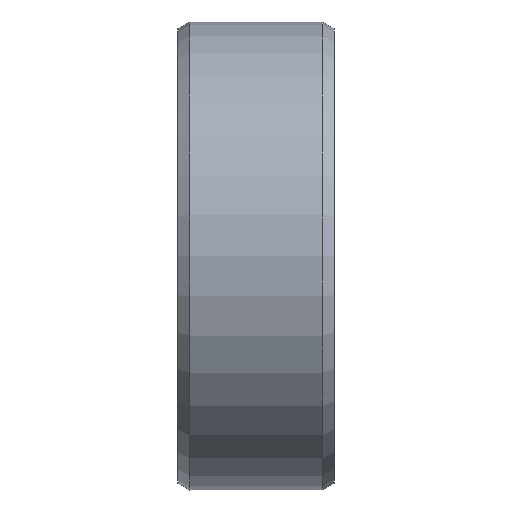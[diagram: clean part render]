
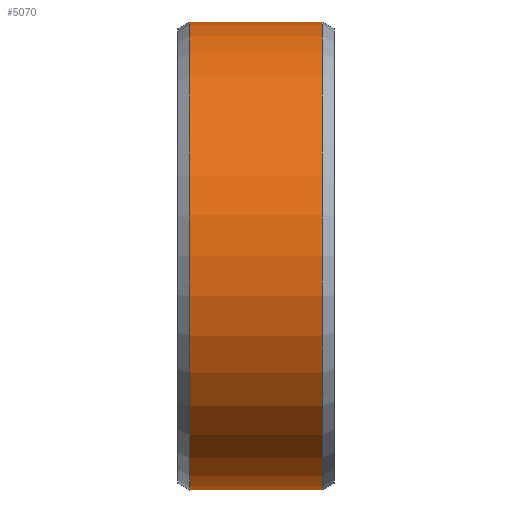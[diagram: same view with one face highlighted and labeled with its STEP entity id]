
A CAD part, top view. The second image highlights one B-rep face of the part: STEP entity #5070.
In plain terms, the highlighted cylindrical face has radius 12 mm (diameter 24 mm), a partial arc.
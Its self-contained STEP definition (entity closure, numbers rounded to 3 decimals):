
#4725=CARTESIAN_POINT('',(-3.4,0.,0.));
#4726=DIRECTION('',(1.,0.,0.));
#4727=DIRECTION('',(0.,1.,0.));
#4728=AXIS2_PLACEMENT_3D('',#4725,#4726,#4727);
#4730=CARTESIAN_POINT('',(-3.4,0.,0.));
#4731=DIRECTION('',(1.,0.,0.));
#4732=DIRECTION('',(0.,0.,1.));
#4733=AXIS2_PLACEMENT_3D('',#4730,#4731,#4732);
#4739=DIRECTION('',(-1.,0.,0.));
#4740=VECTOR('',#4739,6.8);
#4741=CARTESIAN_POINT('',(3.4,-12.,0.));
#4742=LINE('',#4741,#4740);
#4743=CARTESIAN_POINT('',(3.4,0.,0.));
#4744=DIRECTION('',(-1.,0.,0.));
#4745=DIRECTION('',(0.,-1.,0.));
#4746=AXIS2_PLACEMENT_3D('',#4743,#4744,#4745);
#4748=CARTESIAN_POINT('',(3.4,0.,0.));
#4749=DIRECTION('',(-1.,0.,0.));
#4750=DIRECTION('',(0.,0.,1.));
#4751=AXIS2_PLACEMENT_3D('',#4748,#4749,#4750);
#4801=DIRECTION('',(-1.,0.,0.));
#4802=VECTOR('',#4801,6.8);
#4803=CARTESIAN_POINT('',(3.4,12.,0.));
#4804=LINE('',#4803,#4802);
#4981=CARTESIAN_POINT('',(3.4,12.,0.));
#4982=VERTEX_POINT('',#4981);
#4984=CARTESIAN_POINT('',(3.4,-12.,0.));
#4986=VERTEX_POINT('',#4984);
#4987=CARTESIAN_POINT('',(3.4,0.,12.));
#4988=VERTEX_POINT('',#4987);
#4989=CARTESIAN_POINT('',(-3.4,-12.,0.));
#4990=VERTEX_POINT('',#4989);
#4991=CARTESIAN_POINT('',(-3.4,0.,12.));
#4992=VERTEX_POINT('',#4991);
#4993=CARTESIAN_POINT('',(-3.4,12.,0.));
#4994=VERTEX_POINT('',#4993);
#5053=CARTESIAN_POINT('',(-4.,0.,0.));
#5054=DIRECTION('',(1.,0.,0.));
#5055=DIRECTION('',(0.,-1.,0.));
#5056=AXIS2_PLACEMENT_3D('',#5053,#5054,#5055);
#5057=CYLINDRICAL_SURFACE('',#5056,12.);
#5059=ORIENTED_EDGE('',*,*,#5058,.F.);
#5061=ORIENTED_EDGE('',*,*,#5060,.F.);
#5063=ORIENTED_EDGE('',*,*,#5062,.T.);
#5064=ORIENTED_EDGE('',*,*,#5047,.F.);
#5065=ORIENTED_EDGE('',*,*,#5045,.F.);
#5067=ORIENTED_EDGE('',*,*,#5066,.F.);
#5068=EDGE_LOOP('',(#5059,#5061,#5063,#5064,#5065,#5067));
#5069=FACE_OUTER_BOUND('',#5068,.F.);
#4729=CIRCLE('',#4728,12.);
#4734=CIRCLE('',#4733,12.);
#4747=CIRCLE('',#4746,12.);
#4752=CIRCLE('',#4751,12.);
#5045=EDGE_CURVE('',#4994,#4992,#4729,.T.);
#5047=EDGE_CURVE('',#4992,#4990,#4734,.T.);
#5058=EDGE_CURVE('',#4988,#4982,#4752,.T.);
#5060=EDGE_CURVE('',#4986,#4988,#4747,.T.);
#5062=EDGE_CURVE('',#4986,#4990,#4742,.T.);
#5066=EDGE_CURVE('',#4982,#4994,#4804,.T.);
#5070=ADVANCED_FACE('',(#5069),#5057,.T.);
